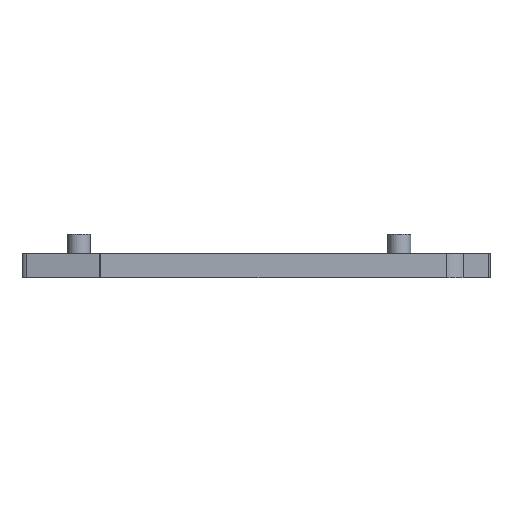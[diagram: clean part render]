
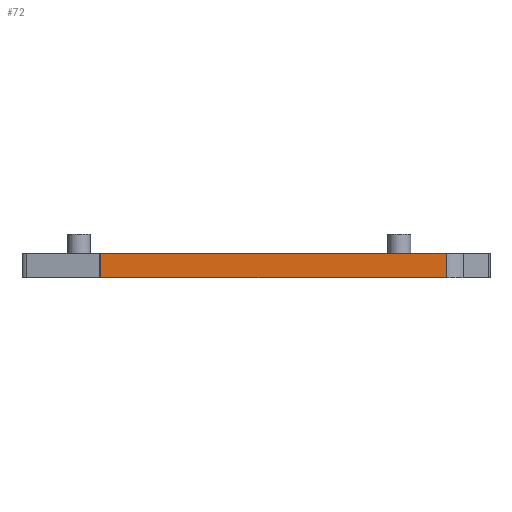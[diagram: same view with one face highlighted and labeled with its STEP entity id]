
A CAD part, left-side view. The second image highlights one B-rep face of the part: STEP entity #72.
In plain terms, the highlighted planar face has unit normal (-1, 0, 0).
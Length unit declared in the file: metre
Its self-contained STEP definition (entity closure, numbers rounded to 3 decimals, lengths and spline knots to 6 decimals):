
#72 = ADVANCED_FACE( '', ( #185 ), #186, .T. );
#185 = FACE_OUTER_BOUND( '', #344, .T. );
#186 = PLANE( '', #345 );
#344 = EDGE_LOOP( '', ( #497, #498, #499, #500 ) );
#345 = AXIS2_PLACEMENT_3D( '', #501, #502, #503 );
#497 = ORIENTED_EDGE( '', *, *, #909, .T. );
#498 = ORIENTED_EDGE( '', *, *, #910, .T. );
#499 = ORIENTED_EDGE( '', *, *, #911, .F. );
#500 = ORIENTED_EDGE( '', *, *, #912, .F. );
#501 = CARTESIAN_POINT( '', ( -0.035006, 0.0119, 0. ) );
#502 = DIRECTION( '', ( -1., 0., 0. ) );
#503 = DIRECTION( '', ( 0., 0., 1. ) );
#909 = EDGE_CURVE( '', #1067, #1068, #1069, .T. );
#910 = EDGE_CURVE( '', #1068, #1070, #1071, .T. );
#911 = EDGE_CURVE( '', #1072, #1070, #1073, .T. );
#912 = EDGE_CURVE( '', #1067, #1072, #1074, .T. );
#1067 = VERTEX_POINT( '', #1297 );
#1068 = VERTEX_POINT( '', #1298 );
#1069 = LINE( '', #1299, #1300 );
#1070 = VERTEX_POINT( '', #1301 );
#1071 = LINE( '', #1302, #1303 );
#1072 = VERTEX_POINT( '', #1304 );
#1073 = LINE( '', #1305, #1306 );
#1074 = LINE( '', #1307, #1308 );
#1297 = CARTESIAN_POINT( '', ( -0.035006, 0.0119, 0. ) );
#1298 = CARTESIAN_POINT( '', ( -0.035006, 0.0119, -0.0022 ) );
#1299 = CARTESIAN_POINT( '', ( -0.035006, 0.0119, 0. ) );
#1300 = VECTOR( '', #1614, 1. );
#1301 = CARTESIAN_POINT( '', ( -0.035006, -0.019604, -0.0022 ) );
#1302 = CARTESIAN_POINT( '', ( -0.035006, 0.0119, -0.0022 ) );
#1303 = VECTOR( '', #1615, 1. );
#1304 = CARTESIAN_POINT( '', ( -0.035006, -0.019604, 0. ) );
#1305 = CARTESIAN_POINT( '', ( -0.035006, -0.019604, 0. ) );
#1306 = VECTOR( '', #1616, 1. );
#1307 = CARTESIAN_POINT( '', ( -0.035006, 0.0119, 0. ) );
#1308 = VECTOR( '', #1617, 1. );
#1614 = DIRECTION( '', ( 0., 0., -1. ) );
#1615 = DIRECTION( '', ( 0., -1., 0. ) );
#1616 = DIRECTION( '', ( 0., 0., -1. ) );
#1617 = DIRECTION( '', ( 0., -1., 0. ) );
